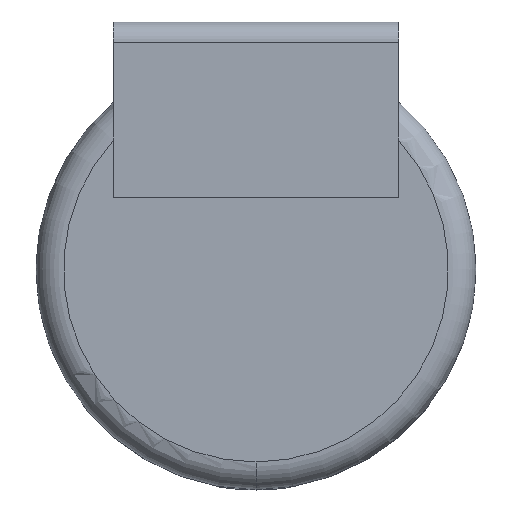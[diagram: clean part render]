
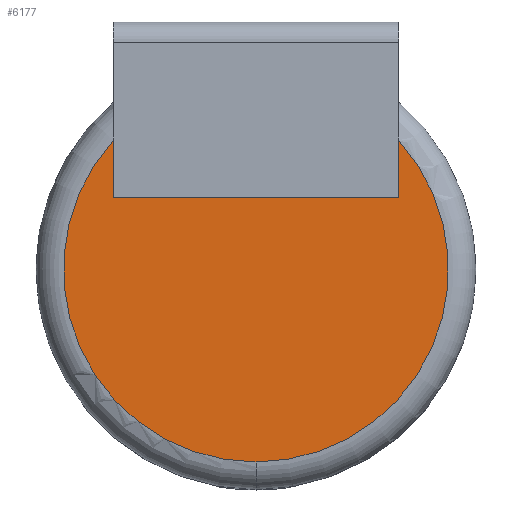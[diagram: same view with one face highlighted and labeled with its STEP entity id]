
A CAD part, top view. The second image highlights one B-rep face of the part: STEP entity #6177.
In plain terms, the highlighted planar face has unit normal (0, 0, 1).
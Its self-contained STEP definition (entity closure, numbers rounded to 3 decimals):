
#186 = CARTESIAN_POINT ( 'NONE',  ( -4.543, 1.707, 5. ) ) ;
#781 = CARTESIAN_POINT ( 'NONE',  ( 3.757, 1.707, 5. ) ) ;
#874 = ORIENTED_EDGE ( 'NONE', *, *, #1164, .T. ) ;
#1164 = EDGE_CURVE ( 'NONE', #10804, #1927, #1392, .T. ) ;
#1363 = CARTESIAN_POINT ( 'NONE',  ( -0.393, -0.393, 5. ) ) ;
#1392 = CIRCLE ( 'NONE', #9269, 5.6 ) ;
#1536 = VECTOR ( 'NONE', #3042, 1000. ) ;
#1870 = LINE ( 'NONE', #10395, #4519 ) ;
#1927 = VERTEX_POINT ( 'NONE', #8187 ) ;
#2392 = VERTEX_POINT ( 'NONE', #13299 ) ;
#2553 = AXIS2_PLACEMENT_3D ( 'NONE', #1363, #5657, #4594 ) ;
#2940 = DIRECTION ( 'NONE',  ( 0., 0., 1. ) ) ;
#3042 = DIRECTION ( 'NONE',  ( 0., 1., 0. ) ) ;
#3097 = DIRECTION ( 'NONE',  ( 0., -1., 0. ) ) ;
#3170 = EDGE_CURVE ( 'NONE', #2392, #1927, #12597, .T. ) ;
#3201 = DIRECTION ( 'NONE',  ( -1., 0., 0. ) ) ;
#3437 = VERTEX_POINT ( 'NONE', #186 ) ;
#4113 = CARTESIAN_POINT ( 'NONE',  ( -0.393, -5.993, 5. ) ) ;
#4374 = ORIENTED_EDGE ( 'NONE', *, *, #6551, .T. ) ;
#4519 = VECTOR ( 'NONE', #8295, 1000. ) ;
#4594 = DIRECTION ( 'NONE',  ( 0., -1., 0. ) ) ;
#4807 = ORIENTED_EDGE ( 'NONE', *, *, #7100, .T. ) ;
#5013 = EDGE_CURVE ( 'NONE', #5795, #10804, #6601, .T. ) ;
#5657 = DIRECTION ( 'NONE',  ( 0., 0., 1. ) ) ;
#5795 = VERTEX_POINT ( 'NONE', #13855 ) ;
#6111 = FACE_OUTER_BOUND ( 'NONE', #6821, .T. ) ;
#6177 = ADVANCED_FACE ( 'NONE', ( #6111 ), #12305, .T. ) ;
#6551 = EDGE_CURVE ( 'NONE', #2392, #3437, #11653, .T. ) ;
#6601 = CIRCLE ( 'NONE', #2553, 5.6 ) ;
#6821 = EDGE_LOOP ( 'NONE', ( #8163, #4374, #4807, #11686, #874 ) ) ;
#7100 = EDGE_CURVE ( 'NONE', #3437, #5795, #1870, .T. ) ;
#7310 = CARTESIAN_POINT ( 'NONE',  ( -0.393, -0.393, 5. ) ) ;
#8163 = ORIENTED_EDGE ( 'NONE', *, *, #3170, .F. ) ;
#8187 = CARTESIAN_POINT ( 'NONE',  ( 3.757, 3.367, 5. ) ) ;
#8295 = DIRECTION ( 'NONE',  ( 0., 1., 0. ) ) ;
#8352 = CARTESIAN_POINT ( 'NONE',  ( 3.757, 1.707, 5. ) ) ;
#9153 = DIRECTION ( 'NONE',  ( 0., -1., 0. ) ) ;
#9268 = AXIS2_PLACEMENT_3D ( 'NONE', #11452, #11252, #9153 ) ;
#9269 = AXIS2_PLACEMENT_3D ( 'NONE', #7310, #2940, #3097 ) ;
#10389 = VECTOR ( 'NONE', #3201, 1000. ) ;
#10395 = CARTESIAN_POINT ( 'NONE',  ( -4.543, 1.707, 5. ) ) ;
#10804 = VERTEX_POINT ( 'NONE', #4113 ) ;
#11252 = DIRECTION ( 'NONE',  ( 0., 0., 1. ) ) ;
#11452 = CARTESIAN_POINT ( 'NONE',  ( -0.393, -0.393, 5. ) ) ;
#11653 = LINE ( 'NONE', #8352, #10389 ) ;
#11686 = ORIENTED_EDGE ( 'NONE', *, *, #5013, .T. ) ;
#12305 = PLANE ( 'NONE',  #9268 ) ;
#12597 = LINE ( 'NONE', #781, #1536 ) ;
#13299 = CARTESIAN_POINT ( 'NONE',  ( 3.757, 1.707, 5. ) ) ;
#13855 = CARTESIAN_POINT ( 'NONE',  ( -4.543, 3.367, 5. ) ) ;
